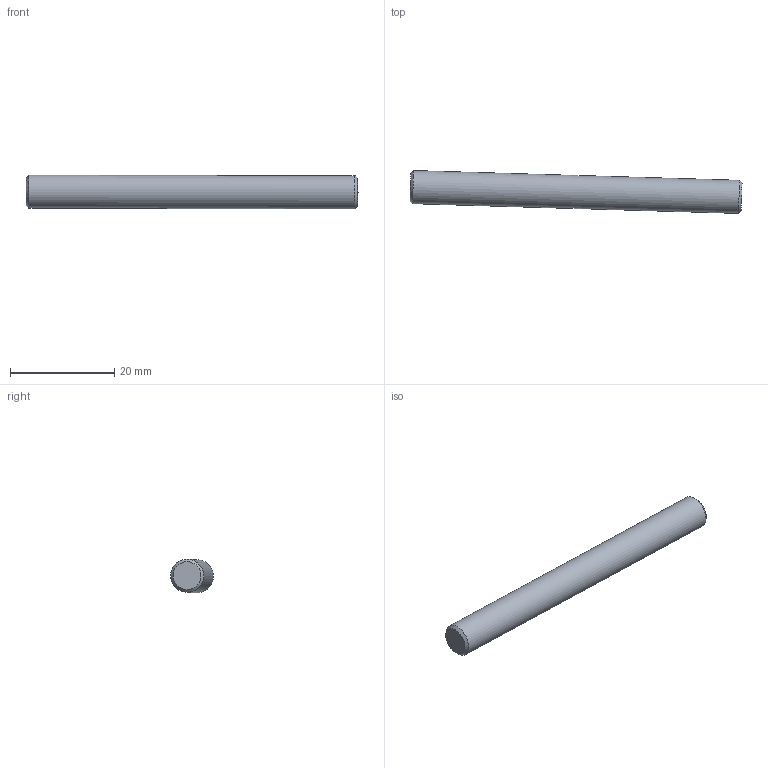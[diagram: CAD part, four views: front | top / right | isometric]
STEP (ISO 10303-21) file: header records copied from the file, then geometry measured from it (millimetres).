
FILE_DESCRIPTION(/* description */ ('DISP BUTTON SHAFT'),/* implementation_level */ '2;1');
FILE_NAME(/* name */ 'OH4A8A2-11_DISP BUTTON, SHAFT_-_V18.step',/* time_stamp */ '2023-05-23T13:50:33-05:00',/* author */ (''),/* organization */ (''),/* preprocessor_version */ 'ST-DEVELOPER v19.2',/* originating_system */ 'Autodesk Translation Framework v12.4.0.73',/* authorisation */ '');
FILE_SCHEMA (('AUTOMOTIVE_DESIGN { 1 0 10303 214 3 1 1 }'));
Length unit declared in the file: inch
Products named in the file (1): OH4A8A2-11
Bounding box: 63.63 x 8.22 x 6.48 mm (x, y, z)
Volume: 2006.3 mm3; surface area: 1317.8 mm2
Topology: 1 solids, 1 shells, 5 faces, 8 edges, 5 vertices
Faces by surface type: plane 2, cone 2, cylinder 1
Full cylindrical faces by diameter (mm): 6.35 x1
Entity records: 161 total; most frequent: DIRECTION 25, CARTESIAN_POINT 19, ORIENTED_EDGE 16, AXIS2_PLACEMENT_3D 11, EDGE_CURVE 8, FACE_OUTER_BOUND 5, EDGE_LOOP 5, CIRCLE 5
